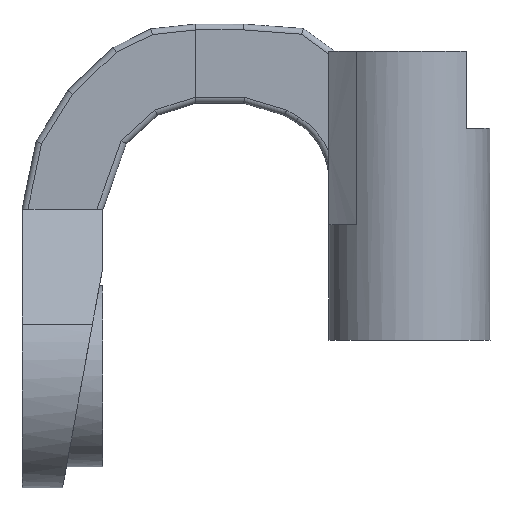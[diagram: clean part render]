
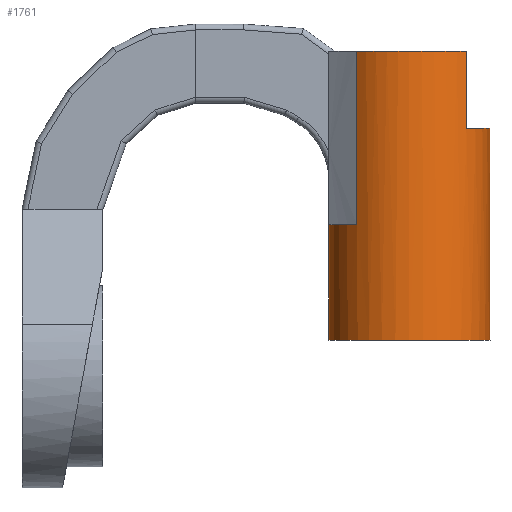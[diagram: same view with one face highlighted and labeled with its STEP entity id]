
A CAD part, left-side view. The second image highlights one B-rep face of the part: STEP entity #1761.
In plain terms, the highlighted cylindrical face has radius 20.9 mm (diameter 41.8 mm), a full revolution.
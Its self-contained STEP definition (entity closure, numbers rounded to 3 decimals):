
#140=FACE_OUTER_BOUND('',#245,.T.);
#245=EDGE_LOOP('',(#1361,#1362,#1363,#1364,#1365,#1366,#1367,#1368,#1369,
#1370,#1371,#1372,#1373));
#373=CIRCLE('',#1893,20.9);
#374=CIRCLE('',#1894,20.9);
#377=CIRCLE('',#1897,20.9);
#378=CIRCLE('',#1901,20.9);
#383=CIRCLE('',#1910,20.9);
#384=CIRCLE('',#1912,20.9);
#385=CIRCLE('',#1915,20.9);
#459=LINE('',#2744,#633);
#460=LINE('',#2747,#634);
#464=LINE('',#2760,#638);
#466=LINE('',#2768,#640);
#470=LINE('',#2780,#644);
#633=VECTOR('',#2193,10.);
#634=VECTOR('',#2196,10.);
#638=VECTOR('',#2212,130.);
#640=VECTOR('',#2220,130.);
#644=VECTOR('',#2236,20.9);
#800=VERTEX_POINT('',#2722);
#801=VERTEX_POINT('',#2724);
#802=VERTEX_POINT('',#2726);
#803=VERTEX_POINT('',#2728);
#807=VERTEX_POINT('',#2736);
#809=VERTEX_POINT('',#2742);
#810=VERTEX_POINT('',#2746);
#813=VERTEX_POINT('',#2759);
#815=VERTEX_POINT('',#2765);
#817=VERTEX_POINT('',#2771);
#818=VERTEX_POINT('',#2779);
#988=EDGE_CURVE('',#801,#802,#373,.T.);
#989=EDGE_CURVE('',#802,#803,#374,.T.);
#994=EDGE_CURVE('',#807,#800,#377,.T.);
#997=EDGE_CURVE('',#807,#809,#459,.T.);
#998=EDGE_CURVE('',#810,#803,#460,.T.);
#1001=EDGE_CURVE('',#809,#810,#378,.T.);
#1005=EDGE_CURVE('',#800,#813,#464,.T.);
#1009=EDGE_CURVE('',#815,#801,#466,.T.);
#1011=EDGE_CURVE('',#815,#817,#383,.T.);
#1013=EDGE_CURVE('',#817,#813,#384,.T.);
#1015=EDGE_CURVE('',#802,#818,#470,.T.);
#1016=EDGE_CURVE('',#818,#818,#385,.T.);
#1361=ORIENTED_EDGE('',*,*,#998,.T.);
#1362=ORIENTED_EDGE('',*,*,#989,.F.);
#1363=ORIENTED_EDGE('',*,*,#1015,.T.);
#1364=ORIENTED_EDGE('',*,*,#1016,.T.);
#1365=ORIENTED_EDGE('',*,*,#1015,.F.);
#1366=ORIENTED_EDGE('',*,*,#988,.F.);
#1367=ORIENTED_EDGE('',*,*,#1009,.F.);
#1368=ORIENTED_EDGE('',*,*,#1011,.T.);
#1369=ORIENTED_EDGE('',*,*,#1013,.T.);
#1370=ORIENTED_EDGE('',*,*,#1005,.F.);
#1371=ORIENTED_EDGE('',*,*,#994,.F.);
#1372=ORIENTED_EDGE('',*,*,#997,.T.);
#1373=ORIENTED_EDGE('',*,*,#1001,.T.);
#1694=CYLINDRICAL_SURFACE('',#1914,20.9);
#1761=ADVANCED_FACE('',(#140),#1694,.T.);
#1893=AXIS2_PLACEMENT_3D('',#2727,#2177,#2178);
#1894=AXIS2_PLACEMENT_3D('',#2729,#2179,#2180);
#1897=AXIS2_PLACEMENT_3D('',#2738,#2187,#2188);
#1901=AXIS2_PLACEMENT_3D('',#2752,#2201,#2202);
#1910=AXIS2_PLACEMENT_3D('',#2772,#2224,#2225);
#1912=AXIS2_PLACEMENT_3D('',#2775,#2229,#2230);
#1914=AXIS2_PLACEMENT_3D('',#2778,#2234,#2235);
#1915=AXIS2_PLACEMENT_3D('',#2781,#2237,#2238);
#2177=DIRECTION('center_axis',(0.,0.,1.));
#2178=DIRECTION('ref_axis',(1.,0.,0.));
#2179=DIRECTION('center_axis',(0.,0.,1.));
#2180=DIRECTION('ref_axis',(1.,0.,0.));
#2187=DIRECTION('center_axis',(0.,0.,1.));
#2188=DIRECTION('ref_axis',(1.,0.,0.));
#2193=DIRECTION('',(0.,0.,-1.));
#2196=DIRECTION('',(0.,0.,1.));
#2201=DIRECTION('center_axis',(0.,0.,-1.));
#2202=DIRECTION('ref_axis',(1.,0.,0.));
#2212=DIRECTION('',(0.,0.,-1.));
#2220=DIRECTION('',(0.,0.,1.));
#2224=DIRECTION('center_axis',(0.,0.,-1.));
#2225=DIRECTION('ref_axis',(1.,0.,0.));
#2229=DIRECTION('center_axis',(0.,0.,-1.));
#2230=DIRECTION('ref_axis',(1.,0.,0.));
#2234=DIRECTION('center_axis',(0.,0.,1.));
#2235=DIRECTION('ref_axis',(1.,0.,0.));
#2236=DIRECTION('',(0.,0.,-1.));
#2237=DIRECTION('center_axis',(0.,0.,1.));
#2238=DIRECTION('ref_axis',(1.,0.,0.));
#2722=CARTESIAN_POINT('',(15.814,13.665,75.));
#2724=CARTESIAN_POINT('',(-15.814,13.665,75.));
#2726=CARTESIAN_POINT('',(-20.9,0.,75.));
#2727=CARTESIAN_POINT('Origin',(0.,0.,75.));
#2728=CARTESIAN_POINT('',(-14.779,-14.779,75.));
#2729=CARTESIAN_POINT('Origin',(0.,0.,75.));
#2736=CARTESIAN_POINT('',(14.779,-14.779,75.));
#2738=CARTESIAN_POINT('Origin',(0.,0.,75.));
#2742=CARTESIAN_POINT('',(14.779,-14.779,55.));
#2744=CARTESIAN_POINT('',(14.779,-14.779,0.));
#2746=CARTESIAN_POINT('',(-14.779,-14.779,55.));
#2747=CARTESIAN_POINT('',(-14.779,-14.779,0.));
#2752=CARTESIAN_POINT('Origin',(0.,0.,55.));
#2759=CARTESIAN_POINT('',(15.814,13.665,30.));
#2760=CARTESIAN_POINT('',(15.814,13.665,75.));
#2765=CARTESIAN_POINT('',(-15.814,13.665,30.));
#2768=CARTESIAN_POINT('',(-15.814,13.665,30.));
#2771=CARTESIAN_POINT('',(0.,20.9,30.));
#2772=CARTESIAN_POINT('Origin',(0.,0.,30.));
#2775=CARTESIAN_POINT('Origin',(0.,0.,30.));
#2778=CARTESIAN_POINT('Origin',(0.,0.,0.));
#2779=CARTESIAN_POINT('',(-20.9,0.,0.));
#2780=CARTESIAN_POINT('',(-20.9,0.,0.));
#2781=CARTESIAN_POINT('Origin',(0.,0.,0.));
